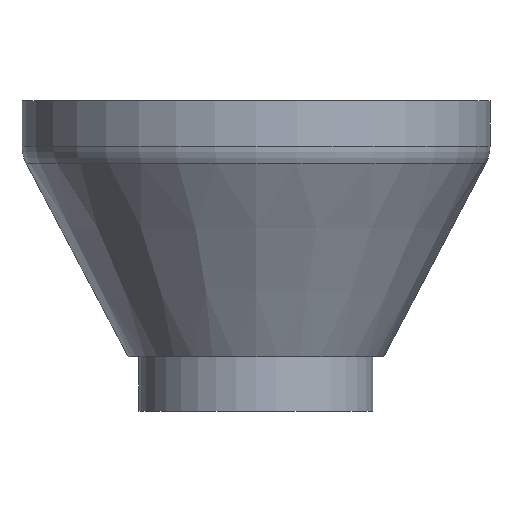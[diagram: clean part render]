
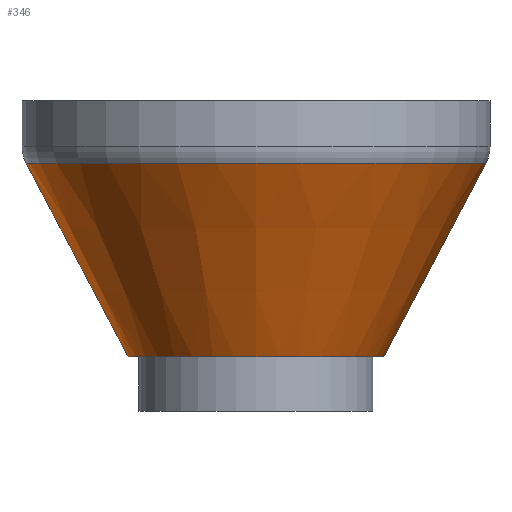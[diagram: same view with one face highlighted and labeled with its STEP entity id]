
A CAD part, left-side view. The second image highlights one B-rep face of the part: STEP entity #346.
In plain terms, the highlighted conical face has half-angle 27.801 degrees and reference radius 48.923 mm.
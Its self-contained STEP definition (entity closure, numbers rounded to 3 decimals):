
#68=CARTESIAN_POINT('',(45.,-29.,111.811));
#69=DIRECTION('',(0.,0.,1.));
#70=DIRECTION('',(0.,1.,0.));
#71=AXIS2_PLACEMENT_3D('',#68,#69,#70);
#73=DIRECTION('',(0.,-0.466,0.885));
#74=VECTOR('',#73,59.702);
#75=CARTESIAN_POINT('',(45.,-64.,59.));
#76=LINE('',#75,#74);
#77=CARTESIAN_POINT('',(45.,-29.,59.));
#78=DIRECTION('',(0.,0.,1.));
#79=DIRECTION('',(0.,1.,0.));
#80=AXIS2_PLACEMENT_3D('',#77,#78,#79);
#82=DIRECTION('',(0.,0.466,0.885));
#83=VECTOR('',#82,59.702);
#84=CARTESIAN_POINT('',(45.,6.,59.));
#85=LINE('',#84,#83);
#193=CARTESIAN_POINT('',(45.,6.,59.));
#194=CARTESIAN_POINT('',(45.,-64.,59.));
#195=VERTEX_POINT('',#193);
#196=VERTEX_POINT('',#194);
#209=CARTESIAN_POINT('',(45.,33.846,111.811));
#210=CARTESIAN_POINT('',(45.,-91.846,111.811));
#211=VERTEX_POINT('',#209);
#212=VERTEX_POINT('',#210);
#335=CARTESIAN_POINT('',(45.,-29.,85.405));
#336=DIRECTION('',(0.,0.,1.));
#337=DIRECTION('',(0.,1.,0.));
#338=AXIS2_PLACEMENT_3D('',#335,#336,#337);
#339=CONICAL_SURFACE('',#338,48.923,27.801);
#340=ORIENTED_EDGE('',*,*,#329,.T.);
#341=ORIENTED_EDGE('',*,*,#273,.F.);
#342=ORIENTED_EDGE('',*,*,#253,.F.);
#343=ORIENTED_EDGE('',*,*,#270,.T.);
#344=EDGE_LOOP('',(#340,#341,#342,#343));
#345=FACE_OUTER_BOUND('',#344,.F.);
#346=ADVANCED_FACE('',(#345),#339,.T.);
#72=CIRCLE('',#71,62.846);
#81=CIRCLE('',#80,35.);
#253=EDGE_CURVE('',#195,#196,#81,.T.);
#270=EDGE_CURVE('',#195,#211,#85,.T.);
#273=EDGE_CURVE('',#196,#212,#76,.T.);
#329=EDGE_CURVE('',#211,#212,#72,.T.);
